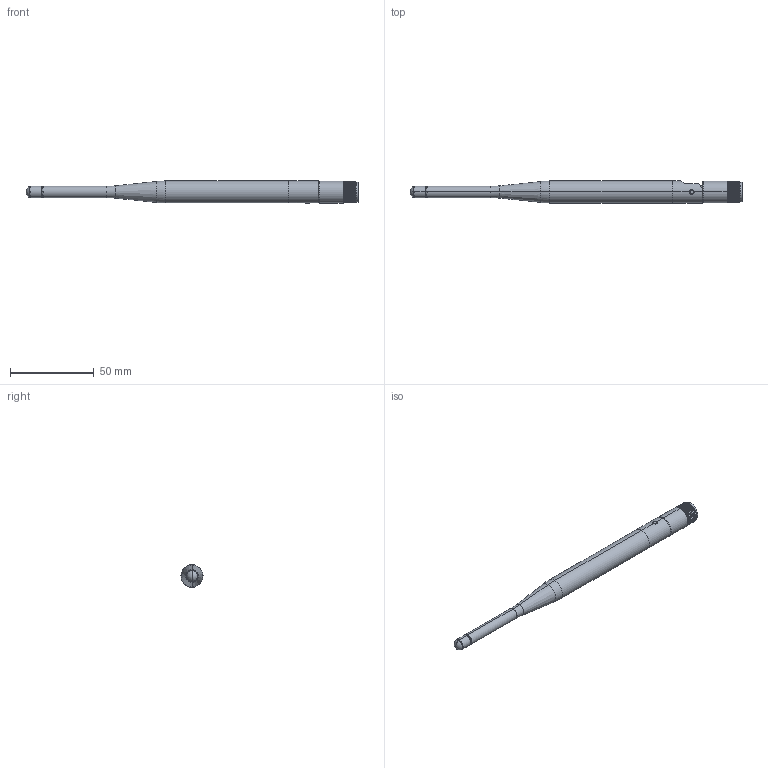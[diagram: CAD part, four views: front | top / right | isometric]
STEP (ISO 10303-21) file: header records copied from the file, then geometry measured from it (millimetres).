
FILE_DESCRIPTION (( 'STEP AP214' ), '1' );
FILE_NAME ('HG2458RD-SM.STEP', '2013-04-17T15:15:51', ( 'x' ), ( '' ), 'SwSTEP 2.0', 'SolidWorks 2012', '' );
FILE_SCHEMA (( 'AUTOMOTIVE_DESIGN' ));
Length unit declared in the file: inch
Products named in the file (3): HG2458RD-SM_SWIVEL; HG2458RD-SM_ANTENNA; HG2458RD-SM
Assembly tree (2 placements, depth 2):
  HG2458RD-SM
    HG2458RD-SM_ANTENNA
    HG2458RD-SM_SWIVEL
Bounding box: 198.27 x 13.14 x 13.28 mm (x, y, z)
Volume: 19174.1 mm3; surface area: 8398.1 mm2
Topology: 3 solids, 3 shells, 367 faces, 967 edges, 615 vertices
Faces by surface type: cylinder 185, plane 136, cone 28, torus 18
Entity records: 16877 total; most frequent: CARTESIAN_POINT 3135, ORIENTED_EDGE 1926, DIRECTION 1878, EDGE_CURVE 963, AXIS2_PLACEMENT_3D 710, VERTEX_POINT 615, VECTOR 458, LINE 458
